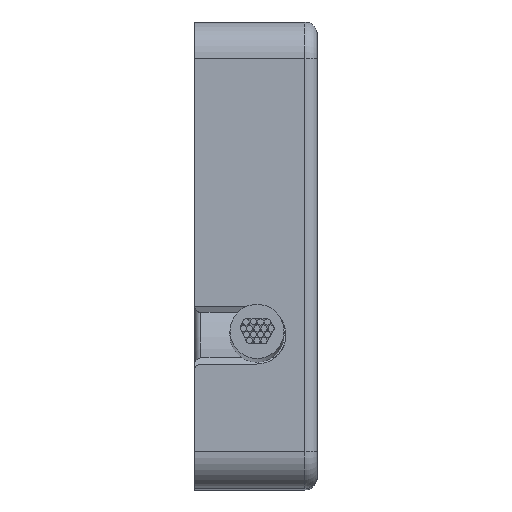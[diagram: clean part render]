
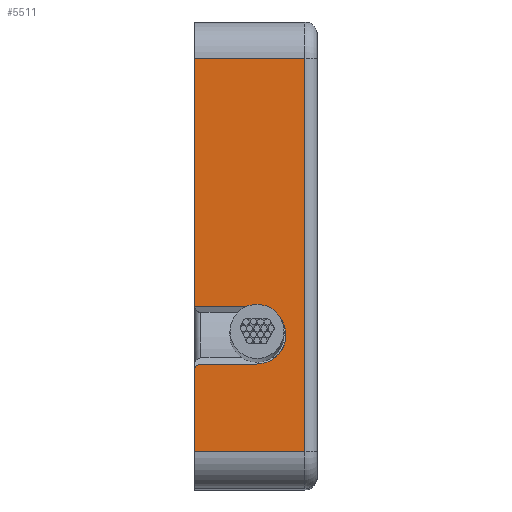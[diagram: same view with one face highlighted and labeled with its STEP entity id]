
A CAD part, top view. The second image highlights one B-rep face of the part: STEP entity #5511.
In plain terms, the highlighted face is planar.
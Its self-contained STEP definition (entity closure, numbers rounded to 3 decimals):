
#291=DIRECTION('',(0.,0.,-1.));
#292=VECTOR('',#291,16.05);
#293=CARTESIAN_POINT('',(19.05,0.5,8.025));
#294=LINE('',#293,#292);
#295=DIRECTION('',(0.,-1.,0.));
#296=VECTOR('',#295,4.5);
#297=CARTESIAN_POINT('',(19.05,5.,8.025));
#298=LINE('',#297,#296);
#299=CARTESIAN_POINT('',(19.05,4.75,4.695));
#300=DIRECTION('',(-1.,0.,0.));
#301=DIRECTION('',(0.,1.,0.));
#302=AXIS2_PLACEMENT_3D('',#299,#300,#301);
#304=DIRECTION('',(0.,-1.,0.));
#305=VECTOR('',#304,2.29);
#306=CARTESIAN_POINT('',(19.05,4.75,4.445));
#307=LINE('',#306,#305);
#308=CARTESIAN_POINT('',(19.05,2.46,3.265));
#309=DIRECTION('',(-1.,0.,0.));
#310=DIRECTION('',(0.,0.,-1.));
#311=AXIS2_PLACEMENT_3D('',#308,#309,#310);
#313=DIRECTION('',(0.,-1.,0.));
#314=VECTOR('',#313,2.54);
#315=CARTESIAN_POINT('',(19.05,5.,2.085));
#316=LINE('',#315,#314);
#317=DIRECTION('',(0.,-1.,0.));
#318=VECTOR('',#317,4.5);
#319=CARTESIAN_POINT('',(19.05,5.,-8.025));
#320=LINE('',#319,#318);
#555=DIRECTION('',(0.,0.,1.));
#556=VECTOR('',#555,3.33);
#557=CARTESIAN_POINT('',(19.05,5.,4.695));
#558=LINE('',#557,#556);
#591=DIRECTION('',(0.,0.,1.));
#592=VECTOR('',#591,10.11);
#593=CARTESIAN_POINT('',(19.05,5.,-8.025));
#594=LINE('',#593,#592);
#4153=CARTESIAN_POINT('',(19.05,5.,2.085));
#4154=CARTESIAN_POINT('',(19.05,2.46,2.085));
#4155=VERTEX_POINT('',#4153);
#4156=VERTEX_POINT('',#4154);
#4157=CARTESIAN_POINT('',(19.05,2.46,4.445));
#4158=VERTEX_POINT('',#4157);
#4159=CARTESIAN_POINT('',(19.05,5.,8.025));
#4161=VERTEX_POINT('',#4159);
#4168=CARTESIAN_POINT('',(19.05,5.,-8.025));
#4170=VERTEX_POINT('',#4168);
#4235=CARTESIAN_POINT('',(19.05,5.,4.695));
#4236=CARTESIAN_POINT('',(19.05,4.75,4.445));
#4237=VERTEX_POINT('',#4235);
#4238=VERTEX_POINT('',#4236);
#4283=CARTESIAN_POINT('',(19.05,0.5,8.025));
#4284=VERTEX_POINT('',#4283);
#4287=CARTESIAN_POINT('',(19.05,0.5,-8.025));
#4288=VERTEX_POINT('',#4287);
#5488=CARTESIAN_POINT('',(19.05,0.,-9.525));
#5489=DIRECTION('',(-1.,0.,0.));
#5490=DIRECTION('',(0.,0.,1.));
#5491=AXIS2_PLACEMENT_3D('',#5488,#5489,#5490);
#5492=PLANE('',#5491);
#5493=ORIENTED_EDGE('',*,*,#5274,.F.);
#5495=ORIENTED_EDGE('',*,*,#5494,.F.);
#5497=ORIENTED_EDGE('',*,*,#5496,.F.);
#5499=ORIENTED_EDGE('',*,*,#5498,.T.);
#5501=ORIENTED_EDGE('',*,*,#5500,.T.);
#5503=ORIENTED_EDGE('',*,*,#5502,.F.);
#5505=ORIENTED_EDGE('',*,*,#5504,.F.);
#5507=ORIENTED_EDGE('',*,*,#5506,.F.);
#5508=ORIENTED_EDGE('',*,*,#5480,.T.);
#5509=EDGE_LOOP('',(#5493,#5495,#5497,#5499,#5501,#5503,#5505,#5507,#5508));
#5510=FACE_OUTER_BOUND('',#5509,.F.);
#5511=ADVANCED_FACE('',(#5510),#5492,.F.);
#303=CIRCLE('',#302,0.25);
#312=CIRCLE('',#311,1.18);
#5274=EDGE_CURVE('',#4284,#4288,#294,.T.);
#5480=EDGE_CURVE('',#4170,#4288,#320,.T.);
#5494=EDGE_CURVE('',#4161,#4284,#298,.T.);
#5496=EDGE_CURVE('',#4237,#4161,#558,.T.);
#5498=EDGE_CURVE('',#4237,#4238,#303,.T.);
#5500=EDGE_CURVE('',#4238,#4158,#307,.T.);
#5502=EDGE_CURVE('',#4156,#4158,#312,.T.);
#5504=EDGE_CURVE('',#4155,#4156,#316,.T.);
#5506=EDGE_CURVE('',#4170,#4155,#594,.T.);
